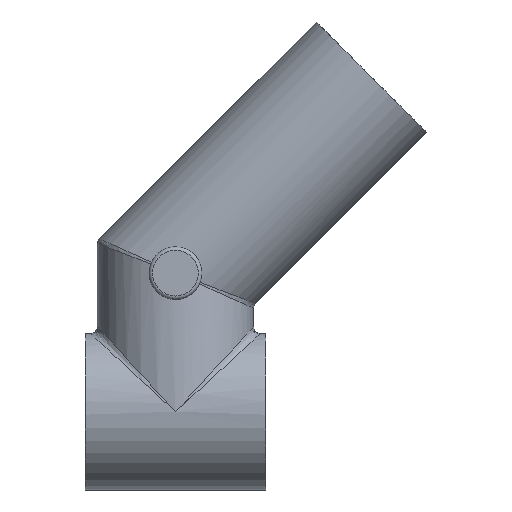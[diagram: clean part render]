
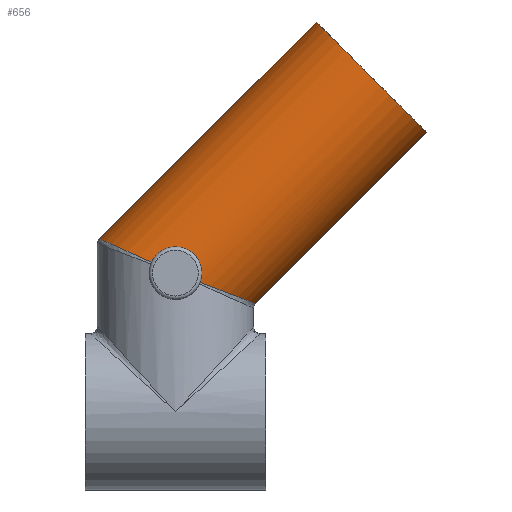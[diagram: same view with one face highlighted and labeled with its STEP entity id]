
A CAD part, left-side view. The second image highlights one B-rep face of the part: STEP entity #656.
In plain terms, the highlighted cylindrical face has radius 14.351 mm (diameter 28.702 mm), a partial arc.
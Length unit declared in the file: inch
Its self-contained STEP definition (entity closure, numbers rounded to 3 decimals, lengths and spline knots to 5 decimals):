
#35=CIRCLE('',#717,0.565);
#69=LINE('',#1318,#116);
#70=LINE('',#1321,#117);
#116=VECTOR('',#820,0.3937);
#117=VECTOR('',#823,0.3937);
#151=CYLINDRICAL_SURFACE('',#715,0.565);
#167=FACE_OUTER_BOUND('',#202,.T.);
#202=EDGE_LOOP('',(#487,#488,#489,#490,#491,#492,#493));
#239=ELLIPSE('',#714,0.60393,0.565);
#240=ELLIPSE('',#716,0.61977,0.565);
#255=B_SPLINE_CURVE_WITH_KNOTS('',3,(#1293,#1294,#1295,#1296,#1297,#1298,
#1299,#1300,#1301),.UNSPECIFIED.,.F.,.F.,(4,3,2,4),(2.76534,2.93351,
3.1169,3.30029),.UNSPECIFIED.);
#256=B_SPLINE_CURVE_WITH_KNOTS('',3,(#1303,#1304,#1305,#1306,#1307,#1308,
#1309,#1310,#1311,#1312,#1313,#1314),.UNSPECIFIED.,.F.,.F.,(4,2,2,2,2,4),
(3.30029,3.48359,3.66689,3.85019,4.03349,
4.20339),.UNSPECIFIED.);
#291=VERTEX_POINT('',#1265);
#294=VERTEX_POINT('',#1282);
#295=VERTEX_POINT('',#1292);
#296=VERTEX_POINT('',#1302);
#297=VERTEX_POINT('',#1315);
#298=VERTEX_POINT('',#1317);
#299=VERTEX_POINT('',#1319);
#370=EDGE_CURVE('',#294,#291,#239,.T.);
#371=EDGE_CURVE('',#294,#295,#255,.T.);
#372=EDGE_CURVE('',#295,#296,#256,.T.);
#373=EDGE_CURVE('',#297,#296,#240,.T.);
#374=EDGE_CURVE('',#297,#298,#69,.T.);
#375=EDGE_CURVE('',#299,#298,#35,.T.);
#376=EDGE_CURVE('',#299,#291,#70,.T.);
#487=ORIENTED_EDGE('',*,*,#370,.F.);
#488=ORIENTED_EDGE('',*,*,#371,.T.);
#489=ORIENTED_EDGE('',*,*,#372,.T.);
#490=ORIENTED_EDGE('',*,*,#373,.F.);
#491=ORIENTED_EDGE('',*,*,#374,.T.);
#492=ORIENTED_EDGE('',*,*,#375,.F.);
#493=ORIENTED_EDGE('',*,*,#376,.T.);
#656=ADVANCED_FACE('',(#167),#151,.T.);
#714=AXIS2_PLACEMENT_3D('',#1290,#814,#815);
#715=AXIS2_PLACEMENT_3D('',#1291,#816,#817);
#716=AXIS2_PLACEMENT_3D('',#1316,#818,#819);
#717=AXIS2_PLACEMENT_3D('',#1320,#821,#822);
#814=DIRECTION('center_axis',(0.,0.412,-0.911));
#815=DIRECTION('ref_axis',(0.,0.911,0.412));
#816=DIRECTION('center_axis',(0.,-0.707,0.707));
#817=DIRECTION('ref_axis',(-1.,0.,0.));
#818=DIRECTION('center_axis',(0.,0.354,-0.935));
#819=DIRECTION('ref_axis',(0.,-0.935,-0.354));
#820=DIRECTION('',(0.,-0.707,0.707));
#821=DIRECTION('center_axis',(0.,-0.707,0.707));
#822=DIRECTION('ref_axis',(1.,0.,0.));
#823=DIRECTION('',(0.,0.707,-0.707));
#1265=CARTESIAN_POINT('',(-0.0425,0.5488,1.24797));
#1282=CARTESIAN_POINT('',(-0.53631,0.17315,1.07823));
#1290=CARTESIAN_POINT('Origin',(0.,0.,1.));
#1291=CARTESIAN_POINT('Origin',(0.,0.,1.));
#1292=CARTESIAN_POINT('',(-0.54879,0.,1.19));
#1293=CARTESIAN_POINT('Ctrl Pts',(-0.53631,0.17315,
1.07823));
#1294=CARTESIAN_POINT('Ctrl Pts',(-0.53359,0.16358,
1.0994));
#1295=CARTESIAN_POINT('Ctrl Pts',(-0.53209,0.14996,
1.11874));
#1296=CARTESIAN_POINT('Ctrl Pts',(-0.53209,0.13435,
1.13435));
#1297=CARTESIAN_POINT('Ctrl Pts',(-0.53209,0.11733,
1.15137));
#1298=CARTESIAN_POINT('Ctrl Pts',(-0.5339,0.09585,
1.16599));
#1299=CARTESIAN_POINT('Ctrl Pts',(-0.54025,0.04905,
1.1853));
#1300=CARTESIAN_POINT('Ctrl Pts',(-0.54469,0.02371,
1.19));
#1301=CARTESIAN_POINT('Ctrl Pts',(-0.54879,0.,
1.19));
#1302=CARTESIAN_POINT('',(-0.5378,-0.1777,0.93274));
#1303=CARTESIAN_POINT('Ctrl Pts',(-0.54879,0.,
1.19));
#1304=CARTESIAN_POINT('Ctrl Pts',(-0.5529,-0.0237,
1.19));
#1305=CARTESIAN_POINT('Ctrl Pts',(-0.55722,-0.04904,
1.1853));
#1306=CARTESIAN_POINT('Ctrl Pts',(-0.56331,-0.09586,
1.16599));
#1307=CARTESIAN_POINT('Ctrl Pts',(-0.565,-0.11734,1.15136));
#1308=CARTESIAN_POINT('Ctrl Pts',(-0.565,-0.15136,1.11734));
#1309=CARTESIAN_POINT('Ctrl Pts',(-0.56331,-0.16599,
1.09586));
#1310=CARTESIAN_POINT('Ctrl Pts',(-0.55722,-0.1853,
1.04904));
#1311=CARTESIAN_POINT('Ctrl Pts',(-0.5529,-0.19,1.0237));
#1312=CARTESIAN_POINT('Ctrl Pts',(-0.54499,-0.19,0.97803));
#1313=CARTESIAN_POINT('Ctrl Pts',(-0.5409,-0.18599,
0.95466));
#1314=CARTESIAN_POINT('Ctrl Pts',(-0.5378,-0.1777,
0.93274));
#1315=CARTESIAN_POINT('',(-0.0425,-0.578,0.78124));
#1316=CARTESIAN_POINT('Origin',(0.,0.,1.));
#1317=CARTESIAN_POINT('',(-0.0425,-1.8126,2.01583));
#1318=CARTESIAN_POINT('',(-0.0425,-0.39838,0.60162));
#1319=CARTESIAN_POINT('',(-0.0425,-1.01583,2.8126));
#1320=CARTESIAN_POINT('Origin',(0.,-1.41421,2.41421));
#1321=CARTESIAN_POINT('',(-0.0425,0.39838,1.39838));
